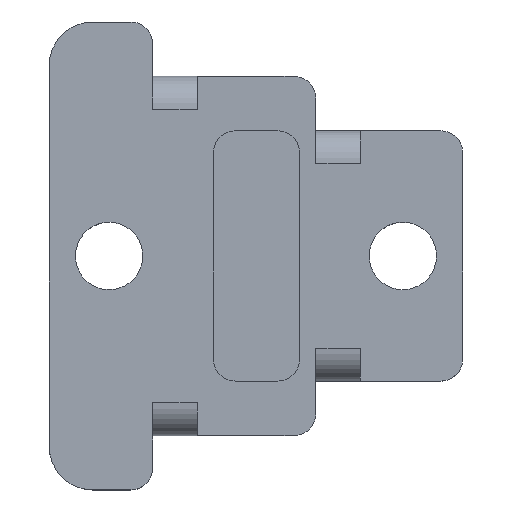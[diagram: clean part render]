
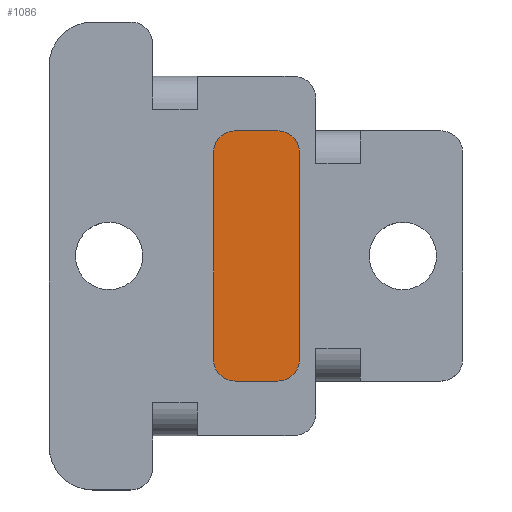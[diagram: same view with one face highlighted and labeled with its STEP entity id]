
A CAD part, top view. The second image highlights one B-rep face of the part: STEP entity #1086.
In plain terms, the highlighted planar face has unit normal (0, 0, 1).
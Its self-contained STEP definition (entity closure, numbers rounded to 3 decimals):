
#999=CARTESIAN_POINT('Axis2P3D Location',(0.,0.,-8.)) ;
#1004=CARTESIAN_POINT('Axis2P3D Location',(0.822,9.5,-8.)) ;
#1008=CARTESIAN_POINT('Vertex',(0.822,11.5,-8.)) ;
#1010=CARTESIAN_POINT('Vertex',(-1.178,9.5,-8.)) ;
#1013=CARTESIAN_POINT('Line Origine',(-1.178,4.75,-8.)) ;
#1017=CARTESIAN_POINT('Vertex',(-1.178,0.,-8.)) ;
#1020=CARTESIAN_POINT('Line Origine',(-1.178,-4.75,-8.)) ;
#1024=CARTESIAN_POINT('Vertex',(-1.178,-9.5,-8.)) ;
#1027=CARTESIAN_POINT('Axis2P3D Location',(0.822,-9.5,-8.)) ;
#1031=CARTESIAN_POINT('Vertex',(0.822,-11.5,-8.)) ;
#1034=CARTESIAN_POINT('Line Origine',(2.772,-11.5,-8.)) ;
#1038=CARTESIAN_POINT('Vertex',(4.722,-11.5,-8.)) ;
#1041=CARTESIAN_POINT('Axis2P3D Location',(4.722,-9.5,-8.)) ;
#1045=CARTESIAN_POINT('Vertex',(6.722,-9.5,-8.)) ;
#1048=CARTESIAN_POINT('Line Origine',(6.722,-4.75,-8.)) ;
#1052=CARTESIAN_POINT('Vertex',(6.722,0.,-8.)) ;
#1055=CARTESIAN_POINT('Line Origine',(6.722,4.75,-8.)) ;
#1059=CARTESIAN_POINT('Vertex',(6.722,9.5,-8.)) ;
#1062=CARTESIAN_POINT('Axis2P3D Location',(4.722,9.5,-8.)) ;
#1066=CARTESIAN_POINT('Vertex',(4.722,11.5,-8.)) ;
#1069=CARTESIAN_POINT('Line Origine',(2.772,11.5,-8.)) ;
#1000=DIRECTION('Axis2P3D Direction',(0.,0.,1.)) ;
#1001=DIRECTION('Axis2P3D XDirection',(1.,0.,0.)) ;
#1005=DIRECTION('Axis2P3D Direction',(0.,0.,1.)) ;
#1014=DIRECTION('Vector Direction',(0.,1.,0.)) ;
#1021=DIRECTION('Vector Direction',(0.,-1.,0.)) ;
#1028=DIRECTION('Axis2P3D Direction',(0.,0.,1.)) ;
#1035=DIRECTION('Vector Direction',(1.,0.,0.)) ;
#1042=DIRECTION('Axis2P3D Direction',(0.,0.,1.)) ;
#1049=DIRECTION('Vector Direction',(0.,-1.,0.)) ;
#1056=DIRECTION('Vector Direction',(0.,1.,0.)) ;
#1063=DIRECTION('Axis2P3D Direction',(0.,0.,1.)) ;
#1070=DIRECTION('Vector Direction',(1.,0.,0.)) ;
#1002=AXIS2_PLACEMENT_3D('Plane Axis2P3D',#999,#1000,#1001) ;
#1006=AXIS2_PLACEMENT_3D('Circle Axis2P3D',#1004,#1005,$) ;
#1029=AXIS2_PLACEMENT_3D('Circle Axis2P3D',#1027,#1028,$) ;
#1043=AXIS2_PLACEMENT_3D('Circle Axis2P3D',#1041,#1042,$) ;
#1064=AXIS2_PLACEMENT_3D('Circle Axis2P3D',#1062,#1063,$) ;
#1075=ORIENTED_EDGE('',*,*,#1012,.T.) ;
#1076=ORIENTED_EDGE('',*,*,#1019,.T.) ;
#1077=ORIENTED_EDGE('',*,*,#1026,.T.) ;
#1078=ORIENTED_EDGE('',*,*,#1033,.T.) ;
#1079=ORIENTED_EDGE('',*,*,#1040,.T.) ;
#1080=ORIENTED_EDGE('',*,*,#1047,.T.) ;
#1081=ORIENTED_EDGE('',*,*,#1054,.T.) ;
#1082=ORIENTED_EDGE('',*,*,#1061,.T.) ;
#1083=ORIENTED_EDGE('',*,*,#1068,.T.) ;
#1084=ORIENTED_EDGE('',*,*,#1073,.T.) ;
#1015=VECTOR('Line Direction',#1014,1.) ;
#1022=VECTOR('Line Direction',#1021,1.) ;
#1036=VECTOR('Line Direction',#1035,1.) ;
#1050=VECTOR('Line Direction',#1049,1.) ;
#1057=VECTOR('Line Direction',#1056,1.) ;
#1071=VECTOR('Line Direction',#1070,1.) ;
#1086=ADVANCED_FACE('',(#1085),#1003,.T.) ;
#1007=CIRCLE('generated circle',#1006,2.) ;
#1030=CIRCLE('generated circle',#1029,2.) ;
#1044=CIRCLE('generated circle',#1043,2.) ;
#1065=CIRCLE('generated circle',#1064,2.) ;
#1012=EDGE_CURVE('',#1009,#1011,#1007,.T.) ;
#1019=EDGE_CURVE('',#1011,#1018,#1016,.F.) ;
#1026=EDGE_CURVE('',#1018,#1025,#1023,.T.) ;
#1033=EDGE_CURVE('',#1025,#1032,#1030,.T.) ;
#1040=EDGE_CURVE('',#1032,#1039,#1037,.T.) ;
#1047=EDGE_CURVE('',#1039,#1046,#1044,.T.) ;
#1054=EDGE_CURVE('',#1046,#1053,#1051,.F.) ;
#1061=EDGE_CURVE('',#1053,#1060,#1058,.T.) ;
#1068=EDGE_CURVE('',#1060,#1067,#1065,.T.) ;
#1073=EDGE_CURVE('',#1067,#1009,#1072,.F.) ;
#1074=EDGE_LOOP('',(#1075,#1076,#1077,#1078,#1079,#1080,#1081,#1082,#1083,#1084)) ;
#1085=FACE_OUTER_BOUND('',#1074,.T.) ;
#1016=LINE('Line',#1013,#1015) ;
#1023=LINE('Line',#1020,#1022) ;
#1037=LINE('Line',#1034,#1036) ;
#1051=LINE('Line',#1048,#1050) ;
#1058=LINE('Line',#1055,#1057) ;
#1072=LINE('Line',#1069,#1071) ;
#1003=PLANE('Plane',#1002) ;
#1009=VERTEX_POINT('',#1008) ;
#1011=VERTEX_POINT('',#1010) ;
#1018=VERTEX_POINT('',#1017) ;
#1025=VERTEX_POINT('',#1024) ;
#1032=VERTEX_POINT('',#1031) ;
#1039=VERTEX_POINT('',#1038) ;
#1046=VERTEX_POINT('',#1045) ;
#1053=VERTEX_POINT('',#1052) ;
#1060=VERTEX_POINT('',#1059) ;
#1067=VERTEX_POINT('',#1066) ;
